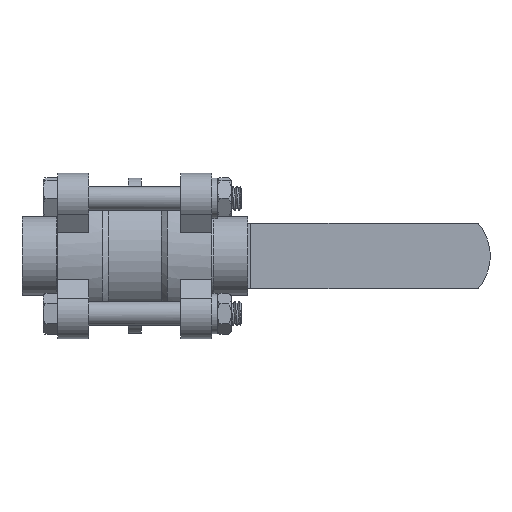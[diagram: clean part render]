
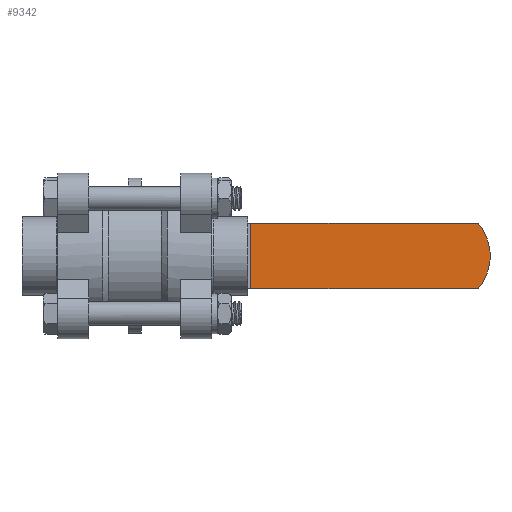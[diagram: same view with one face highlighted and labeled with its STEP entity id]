
A CAD part, front view. The second image highlights one B-rep face of the part: STEP entity #9342.
In plain terms, the highlighted planar face has unit normal (0, -1, 0).
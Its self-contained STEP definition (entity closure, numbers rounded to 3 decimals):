
#871=CIRCLE('',#9911,17.);
#2496=ORIENTED_EDGE('',*,*,#4909,.T.);
#2497=ORIENTED_EDGE('',*,*,#4871,.F.);
#2498=ORIENTED_EDGE('',*,*,#4931,.F.);
#2499=ORIENTED_EDGE('',*,*,#4929,.F.);
#4871=EDGE_CURVE('',#6178,#6179,#871,.T.);
#4909=EDGE_CURVE('',#6205,#6179,#6981,.T.);
#4929=EDGE_CURVE('',#6205,#6219,#6998,.T.);
#4931=EDGE_CURVE('',#6219,#6178,#6999,.T.);
#6178=VERTEX_POINT('',#18278);
#6179=VERTEX_POINT('',#18280);
#6205=VERTEX_POINT('',#18355);
#6219=VERTEX_POINT('',#18394);
#6981=LINE('',#18354,#7500);
#6998=LINE('',#18393,#7517);
#6999=LINE('',#18397,#7518);
#7500=VECTOR('',#11201,1000.);
#7517=VECTOR('',#11234,1000.);
#7518=VECTOR('',#11239,1000.);
#7959=EDGE_LOOP('',(#2496,#2497,#2498,#2499));
#8543=FACE_BOUND('',#7959,.T.);
#9001=PLANE('',#9940);
#9342=ADVANCED_FACE('',(#8543),#9001,.T.);
#9911=AXIS2_PLACEMENT_3D('',#18279,#11132,#11133);
#9940=AXIS2_PLACEMENT_3D('',#18396,#11237,#11238);
#11132=DIRECTION('',(0.,1.,0.));
#11133=DIRECTION('',(1.,0.,0.));
#11201=DIRECTION('',(1.,0.,0.));
#11234=DIRECTION('',(0.,0.,1.));
#11237=DIRECTION('',(0.,-1.,0.));
#11238=DIRECTION('',(1.,0.,0.));
#11239=DIRECTION('',(1.,0.,0.));
#18278=CARTESIAN_POINT('',(115.961,115.998,11.));
#18279=CARTESIAN_POINT('',(103.,115.998,0.));
#18280=CARTESIAN_POINT('',(115.961,115.998,-11.));
#18354=CARTESIAN_POINT('',(39.201,115.998,-11.));
#18355=CARTESIAN_POINT('',(39.201,115.998,-11.));
#18393=CARTESIAN_POINT('',(39.201,115.998,-11.));
#18394=CARTESIAN_POINT('',(39.201,115.998,11.));
#18396=CARTESIAN_POINT('',(39.201,115.998,-11.));
#18397=CARTESIAN_POINT('',(39.201,115.998,11.));
